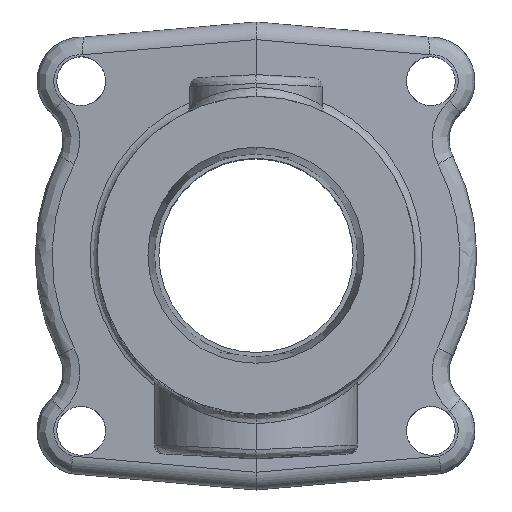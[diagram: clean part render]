
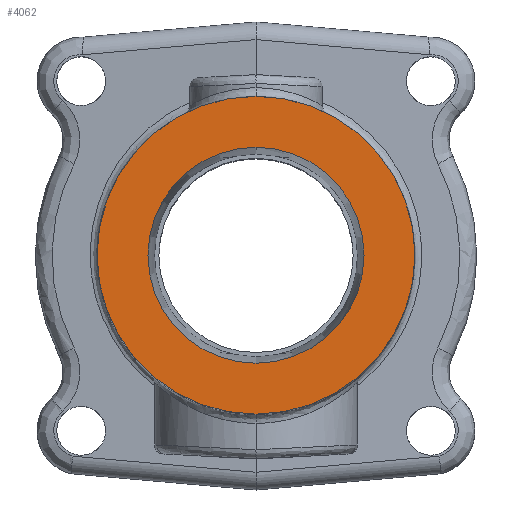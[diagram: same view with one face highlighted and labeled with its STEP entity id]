
A CAD part, top view. The second image highlights one B-rep face of the part: STEP entity #4062.
In plain terms, the highlighted planar face has unit normal (0, 0, 1).
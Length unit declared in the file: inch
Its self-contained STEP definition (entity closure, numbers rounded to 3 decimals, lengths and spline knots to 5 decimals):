
#735=CARTESIAN_POINT('',(0.,0.,3.467));
#736=DIRECTION('',(0.,0.,1.));
#737=DIRECTION('',(0.,-1.,0.));
#738=AXIS2_PLACEMENT_3D('',#735,#736,#737);
#756=CARTESIAN_POINT('',(0.,0.,3.467));
#757=DIRECTION('',(0.,0.,1.));
#758=DIRECTION('',(0.,1.,0.));
#759=AXIS2_PLACEMENT_3D('',#756,#757,#758);
#761=CARTESIAN_POINT('',(0.,0.,3.467));
#762=DIRECTION('',(0.,0.,1.));
#763=DIRECTION('',(0.,-1.,0.));
#764=AXIS2_PLACEMENT_3D('',#761,#762,#763);
#766=CARTESIAN_POINT('',(0.,0.,3.467));
#767=DIRECTION('',(0.,0.,1.));
#768=DIRECTION('',(0.,1.,0.));
#769=AXIS2_PLACEMENT_3D('',#766,#767,#768);
#2734=CARTESIAN_POINT('',(0.,-1.125,3.467));
#2735=CARTESIAN_POINT('',(0.,1.125,3.467));
#2736=VERTEX_POINT('',#2734);
#2737=VERTEX_POINT('',#2735);
#2794=CARTESIAN_POINT('',(0.,0.76461,3.467));
#2795=CARTESIAN_POINT('',(0.,-0.76461,3.467));
#2796=VERTEX_POINT('',#2794);
#2797=VERTEX_POINT('',#2795);
#4046=CARTESIAN_POINT('',(1.125,1.98769,3.467));
#4047=DIRECTION('',(0.,0.,-1.));
#4048=DIRECTION('',(-1.,0.,0.));
#4049=AXIS2_PLACEMENT_3D('',#4046,#4047,#4048);
#4050=PLANE('',#4049);
#4051=ORIENTED_EDGE('',*,*,#4028,.F.);
#4053=ORIENTED_EDGE('',*,*,#4052,.F.);
#4054=EDGE_LOOP('',(#4051,#4053));
#4055=FACE_OUTER_BOUND('',#4054,.F.);
#4057=ORIENTED_EDGE('',*,*,#4056,.T.);
#4059=ORIENTED_EDGE('',*,*,#4058,.T.);
#4060=EDGE_LOOP('',(#4057,#4059));
#4061=FACE_BOUND('',#4060,.F.);
#739=CIRCLE('',#738,1.125);
#760=CIRCLE('',#759,0.76461);
#765=CIRCLE('',#764,0.76461);
#770=CIRCLE('',#769,1.125);
#4028=EDGE_CURVE('',#2736,#2737,#739,.T.);
#4052=EDGE_CURVE('',#2737,#2736,#770,.T.);
#4056=EDGE_CURVE('',#2796,#2797,#760,.T.);
#4058=EDGE_CURVE('',#2797,#2796,#765,.T.);
#4062=ADVANCED_FACE('',(#4055,#4061),#4050,.F.);
